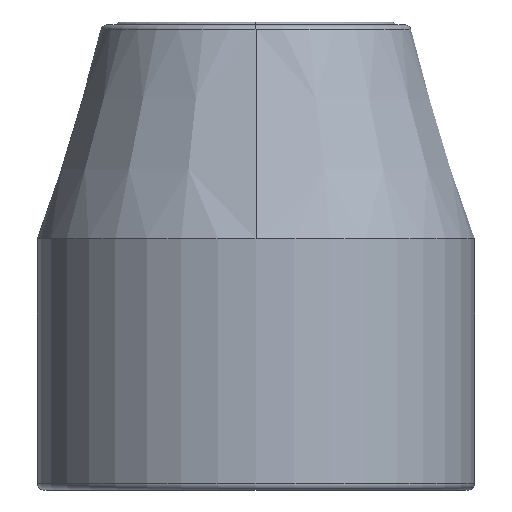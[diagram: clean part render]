
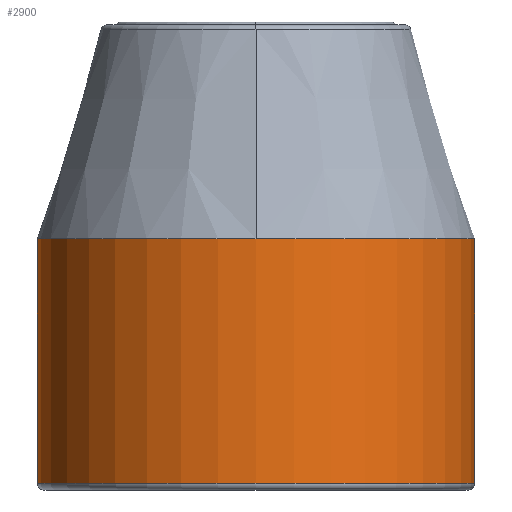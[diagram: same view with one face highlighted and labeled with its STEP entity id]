
A CAD part, front view. The second image highlights one B-rep face of the part: STEP entity #2900.
In plain terms, the highlighted cylindrical face has radius 23.5 mm (diameter 47 mm), a partial arc.
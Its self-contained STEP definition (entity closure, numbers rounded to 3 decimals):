
#2501=DIRECTION('',(0.,0.,1.));
#2502=VECTOR('',#2501,26.3);
#2503=CARTESIAN_POINT('',(-23.5,0.,0.4));
#2504=LINE('',#2503,#2502);
#2524=CARTESIAN_POINT('',(0.,0.,26.7));
#2525=DIRECTION('',(0.,0.,1.));
#2526=DIRECTION('',(1.,0.,0.));
#2527=AXIS2_PLACEMENT_3D('',#2524,#2525,#2526);
#2532=CARTESIAN_POINT('',(0.,0.,26.7));
#2533=DIRECTION('',(0.,0.,1.));
#2534=DIRECTION('',(0.,1.,0.));
#2535=AXIS2_PLACEMENT_3D('',#2532,#2533,#2534);
#2540=CARTESIAN_POINT('',(0.,0.,0.4));
#2541=DIRECTION('',(0.,0.,-1.));
#2542=DIRECTION('',(-1.,0.,0.));
#2543=AXIS2_PLACEMENT_3D('',#2540,#2541,#2542);
#2548=DIRECTION('',(0.,0.,1.));
#2549=VECTOR('',#2548,26.3);
#2550=CARTESIAN_POINT('',(23.5,0.,0.4));
#2551=LINE('',#2550,#2549);
#2689=CARTESIAN_POINT('',(-23.5,0.,0.4));
#2690=CARTESIAN_POINT('',(23.5,0.,0.4));
#2691=VERTEX_POINT('',#2689);
#2692=VERTEX_POINT('',#2690);
#2697=CARTESIAN_POINT('',(23.5,0.,26.7));
#2698=CARTESIAN_POINT('',(0.,23.5,26.7));
#2699=VERTEX_POINT('',#2697);
#2700=VERTEX_POINT('',#2698);
#2701=CARTESIAN_POINT('',(-23.5,0.,26.7));
#2702=VERTEX_POINT('',#2701);
#2885=CARTESIAN_POINT('',(0.,0.,-0.3));
#2886=DIRECTION('',(0.,0.,1.));
#2887=DIRECTION('',(1.,0.,0.));
#2888=AXIS2_PLACEMENT_3D('',#2885,#2886,#2887);
#2889=CYLINDRICAL_SURFACE('',#2888,23.5);
#2891=ORIENTED_EDGE('',*,*,#2890,.T.);
#2893=ORIENTED_EDGE('',*,*,#2892,.T.);
#2894=ORIENTED_EDGE('',*,*,#2872,.F.);
#2896=ORIENTED_EDGE('',*,*,#2895,.T.);
#2897=ORIENTED_EDGE('',*,*,#2868,.T.);
#2898=EDGE_LOOP('',(#2891,#2893,#2894,#2896,#2897));
#2899=FACE_OUTER_BOUND('',#2898,.F.);
#2900=ADVANCED_FACE('',(#2899),#2889,.T.);
#2528=CIRCLE('',#2527,23.5);
#2536=CIRCLE('',#2535,23.5);
#2544=CIRCLE('',#2543,23.5);
#2868=EDGE_CURVE('',#2692,#2699,#2551,.T.);
#2872=EDGE_CURVE('',#2691,#2702,#2504,.T.);
#2890=EDGE_CURVE('',#2699,#2700,#2528,.T.);
#2892=EDGE_CURVE('',#2700,#2702,#2536,.T.);
#2895=EDGE_CURVE('',#2691,#2692,#2544,.T.);
